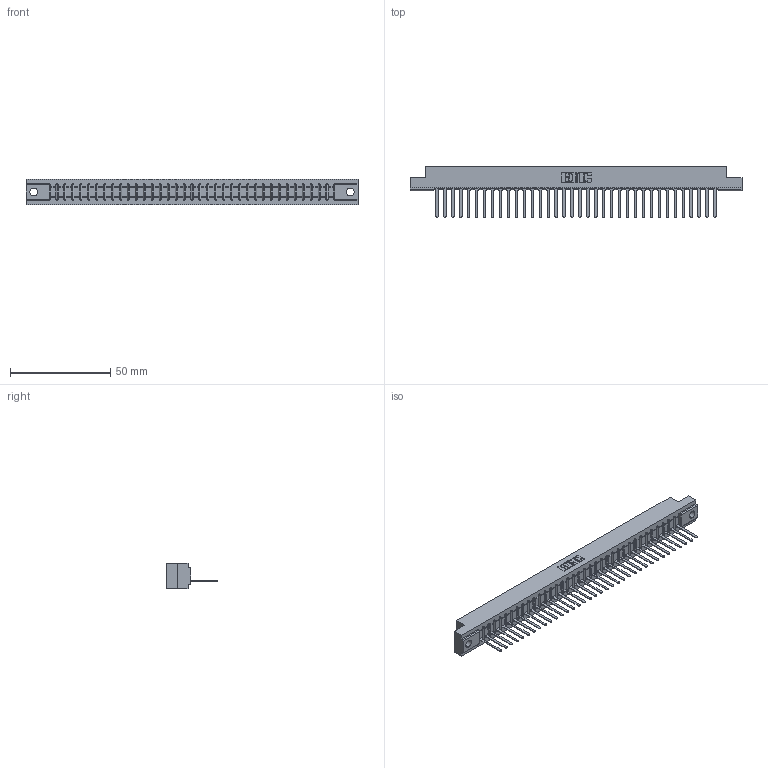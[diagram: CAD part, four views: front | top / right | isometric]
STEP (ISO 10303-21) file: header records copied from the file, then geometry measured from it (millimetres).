
FILE_DESCRIPTION (( 'STEP AP203' ), '1' );
FILE_NAME ('307-036-447-104.STEP', '2020-09-29T00:55:11', ( '' ), ( '' ), 'SwSTEP 2.0', 'SolidWorks 2020', '' );
FILE_SCHEMA (( 'CONFIG_CONTROL_DESIGN' ));
Length unit declared in the file: inch
Products named in the file (3): 307-036-447-104; 307-290-001_547; 307 Part_.156 Dia Mounting Holes
Assembly tree (37 placements, depth 2):
  307-036-447-104
    307 Part_.156 Dia Mounting Holes
    307-290-001_547  x36
Bounding box: 165.66 x 25.43 x 12.7 mm (x, y, z)
Volume: 17140.4 mm3; surface area: 18420.6 mm2
Topology: 37 solids, 37 shells, 2185 faces, 6191 edges, 3978 vertices
Faces by surface type: plane 1416, cylinder 695, sphere 74
Entity records: 31988 total; most frequent: CARTESIAN_POINT 5390, ORIENTED_EDGE 5374, DIRECTION 5237, EDGE_CURVE 2687, LINE 2067, VECTOR 2067, VERTEX_POINT 1738, AXIS2_PLACEMENT_3D 1585
